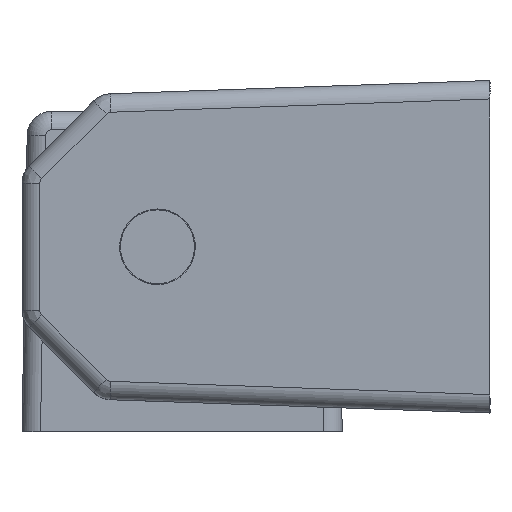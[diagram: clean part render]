
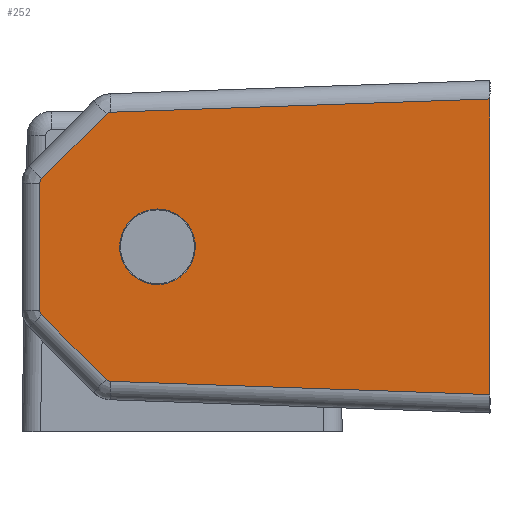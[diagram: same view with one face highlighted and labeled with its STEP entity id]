
A CAD part, front view. The second image highlights one B-rep face of the part: STEP entity #252.
In plain terms, the highlighted planar face has unit normal (-0.035, -0.999, 0).
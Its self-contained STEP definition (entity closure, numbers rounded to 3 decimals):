
#252 = ADVANCED_FACE ( 'NONE', ( #11889, #15415 ), #13003, .T. ) ;
#413 = EDGE_CURVE ( 'NONE', #14964, #7077, #16820, .T. ) ;
#818 = ORIENTED_EDGE ( 'NONE', *, *, #11523, .T. ) ;
#848 = CARTESIAN_POINT ( 'NONE',  ( -36.671, -92.777, 9.777 ) ) ;
#877 = CARTESIAN_POINT ( 'NONE',  ( -9.501, -93.725, 5.43 ) ) ;
#1063 = CARTESIAN_POINT ( 'NONE',  ( 0., -94.057, -3.07 ) ) ;
#1302 = DIRECTION ( 'NONE',  ( -0.707, 0.025, -0.707 ) ) ;
#1355 = CARTESIAN_POINT ( 'NONE',  ( -9.552, -93.724, 20. ) ) ;
#1459 = CARTESIAN_POINT ( 'NONE',  ( -3.944, -93.919, 10.92 ) ) ;
#1772 = CARTESIAN_POINT ( 'NONE',  ( -9.406, -93.729, -5.525 ) ) ;
#2077 = CARTESIAN_POINT ( 'NONE',  ( -9.406, -93.729, -5.525 ) ) ;
#2088 = EDGE_CURVE ( 'NONE', #10480, #16190, #11040, .T. ) ;
#2270 = CARTESIAN_POINT ( 'NONE',  ( 6.14, -94.272, 3.07 ) ) ;
#2436 = VECTOR ( 'NONE', #16314, 1000. ) ;
#2474 = CARTESIAN_POINT ( 'NONE',  ( -9.552, -93.724, -5.172 ) ) ;
#2532 = LINE ( 'NONE', #5077, #9167 ) ;
#2692 = CARTESIAN_POINT ( 'NONE',  ( -3.816, -93.924, -10.925 ) ) ;
#2733 = DIRECTION ( 'NONE',  ( 0.707, -0.025, -0.707 ) ) ;
#2798 = CARTESIAN_POINT ( 'NONE',  ( -4.062, -93.915, 10.869 ) ) ;
#2979 = EDGE_CURVE ( 'NONE', #15311, #16533, #5085, .T. ) ;
#3065 = VECTOR ( 'NONE', #8020, 1000. ) ;
#3404 = VERTEX_POINT ( 'NONE', #11991 ) ;
#3690 =( BOUNDED_CURVE ( )  B_SPLINE_CURVE ( 3, ( #15444, #2270, #6278, #15500 ),
 .UNSPECIFIED., .F., .F. ) 
 B_SPLINE_CURVE_WITH_KNOTS ( ( 4, 4 ),
 ( 1.571, 4.712 ),
 .UNSPECIFIED. ) 
 CURVE ( )  GEOMETRIC_REPRESENTATION_ITEM ( )  RATIONAL_B_SPLINE_CURVE ( ( 1., 0.333, 0.333, 1. ) ) 
 REPRESENTATION_ITEM ( '' )  );
#3728 = DIRECTION ( 'NONE',  ( 0., 0., -1. ) ) ;
#4326 = ORIENTED_EDGE ( 'NONE', *, *, #9437, .T. ) ;
#4445 = CARTESIAN_POINT ( 'NONE',  ( -4.152, -93.912, 10.779 ) ) ;
#4676 = CARTESIAN_POINT ( 'NONE',  ( 27., -95., 12.001 ) ) ;
#4753 = ORIENTED_EDGE ( 'NONE', *, *, #16618, .T. ) ;
#4839 = ORIENTED_EDGE ( 'NONE', *, *, #11971, .T. ) ;
#4903 = CARTESIAN_POINT ( 'NONE',  ( -9.552, -93.724, 5.172 ) ) ;
#5026 = EDGE_LOOP ( 'NONE', ( #4839, #4326, #7258, #16322, #11906, #6594, #4753, #6094, #10673, #8849 ) ) ;
#5077 = CARTESIAN_POINT ( 'NONE',  ( 27., -95., -13.5 ) ) ;
#5085 =( BOUNDED_CURVE ( )  B_SPLINE_CURVE ( 3, ( #1063, #13731, #8130, #7775 ),
 .UNSPECIFIED., .F., .T. ) 
 B_SPLINE_CURVE_WITH_KNOTS ( ( 4, 4 ),
 ( 4.712, 7.854 ),
 .UNSPECIFIED. ) 
 CURVE ( )  GEOMETRIC_REPRESENTATION_ITEM ( )  RATIONAL_B_SPLINE_CURVE ( ( 1., 0.333, 0.333, 1. ) ) 
 REPRESENTATION_ITEM ( '' )  );
#5164 = VERTEX_POINT ( 'NONE', #2474 ) ;
#5428 = CARTESIAN_POINT ( 'NONE',  ( -3.816, -93.924, 10.925 ) ) ;
#6094 = ORIENTED_EDGE ( 'NONE', *, *, #13183, .T. ) ;
#6145 =( BOUNDED_CURVE ( )  B_SPLINE_CURVE ( 3, ( #8841, #877, #12792, #4903 ),
 .UNSPECIFIED., .F., .F. ) 
 B_SPLINE_CURVE_WITH_KNOTS ( ( 4, 4 ),
 ( 5.498, 6.283 ),
 .UNSPECIFIED. ) 
 CURVE ( )  GEOMETRIC_REPRESENTATION_ITEM ( )  RATIONAL_B_SPLINE_CURVE ( ( 1., 0.949, 0.949, 1. ) ) 
 REPRESENTATION_ITEM ( '' )  );
#6278 = CARTESIAN_POINT ( 'NONE',  ( 6.14, -94.272, -3.07 ) ) ;
#6384 = DIRECTION ( 'NONE',  ( -0.035, -0.999, 0. ) ) ;
#6550 = CARTESIAN_POINT ( 'NONE',  ( -37.027, -92.764, 20. ) ) ;
#6594 = ORIENTED_EDGE ( 'NONE', *, *, #9200, .T. ) ;
#6631 = ORIENTED_EDGE ( 'NONE', *, *, #2979, .T. ) ;
#6818 = VERTEX_POINT ( 'NONE', #14477 ) ;
#7077 = VERTEX_POINT ( 'NONE', #15002 ) ;
#7258 = ORIENTED_EDGE ( 'NONE', *, *, #16707, .F. ) ;
#7312 =( BOUNDED_CURVE ( )  B_SPLINE_CURVE ( 3, ( #13201, #15810, #10626, #2692 ),
 .UNSPECIFIED., .F., .F. ) 
 B_SPLINE_CURVE_WITH_KNOTS ( ( 4, 4 ),
 ( 0.785, 1.536 ),
 .UNSPECIFIED. ) 
 CURVE ( )  GEOMETRIC_REPRESENTATION_ITEM ( )  RATIONAL_B_SPLINE_CURVE ( ( 1., 0.954, 0.954, 1. ) ) 
 REPRESENTATION_ITEM ( '' )  );
#7775 = CARTESIAN_POINT ( 'NONE',  ( 0., -94.057, 3.07 ) ) ;
#8020 = DIRECTION ( 'NONE',  ( 0., 0., -1. ) ) ;
#8130 = CARTESIAN_POINT ( 'NONE',  ( -6.14, -93.843, 3.07 ) ) ;
#8841 = CARTESIAN_POINT ( 'NONE',  ( -9.406, -93.729, 5.525 ) ) ;
#8849 = ORIENTED_EDGE ( 'NONE', *, *, #2088, .T. ) ;
#9167 = VECTOR ( 'NONE', #3728, 1000. ) ;
#9200 = EDGE_CURVE ( 'NONE', #16450, #9603, #9715, .T. ) ;
#9437 = EDGE_CURVE ( 'NONE', #6818, #15580, #12973, .T. ) ;
#9603 = VERTEX_POINT ( 'NONE', #13965 ) ;
#9660 = CARTESIAN_POINT ( 'NONE',  ( -9.552, -93.724, -5.306 ) ) ;
#9715 = LINE ( 'NONE', #11884, #12784 ) ;
#9717 = CARTESIAN_POINT ( 'NONE',  ( -9.501, -93.725, -5.43 ) ) ;
#10257 = VECTOR ( 'NONE', #14221, 1000. ) ;
#10479 = DIRECTION ( 'NONE',  ( 0.999, -0.035, 0. ) ) ;
#10480 = VERTEX_POINT ( 'NONE', #2077 ) ;
#10611 = VECTOR ( 'NONE', #2733, 1000. ) ;
#10626 = CARTESIAN_POINT ( 'NONE',  ( -3.944, -93.919, -10.92 ) ) ;
#10673 = ORIENTED_EDGE ( 'NONE', *, *, #10856, .T. ) ;
#10856 = EDGE_CURVE ( 'NONE', #5164, #10480, #14170, .T. ) ;
#11040 = LINE ( 'NONE', #12795, #10611 ) ;
#11523 = EDGE_CURVE ( 'NONE', #16533, #15311, #3690, .T. ) ;
#11884 = CARTESIAN_POINT ( 'NONE',  ( -15.992, -93.499, -1.061 ) ) ;
#11889 = FACE_OUTER_BOUND ( 'NONE', #5026, .T. ) ;
#11906 = ORIENTED_EDGE ( 'NONE', *, *, #16778, .T. ) ;
#11971 = EDGE_CURVE ( 'NONE', #16190, #6818, #7312, .T. ) ;
#11991 = CARTESIAN_POINT ( 'NONE',  ( -9.552, -93.724, 5.172 ) ) ;
#12037 = CARTESIAN_POINT ( 'NONE',  ( -4.152, -93.912, 10.779 ) ) ;
#12663 = CARTESIAN_POINT ( 'NONE',  ( 27., -95., -12.001 ) ) ;
#12784 = VECTOR ( 'NONE', #1302, 1000. ) ;
#12792 = CARTESIAN_POINT ( 'NONE',  ( -9.552, -93.724, 5.306 ) ) ;
#12795 = CARTESIAN_POINT ( 'NONE',  ( -35.98, -92.801, 21.049 ) ) ;
#12973 = LINE ( 'NONE', #15008, #2436 ) ;
#13003 = PLANE ( 'NONE',  #15960 ) ;
#13183 = EDGE_CURVE ( 'NONE', #3404, #5164, #13591, .T. ) ;
#13201 = CARTESIAN_POINT ( 'NONE',  ( -4.152, -93.912, -10.779 ) ) ;
#13591 = LINE ( 'NONE', #1355, #3065 ) ;
#13731 = CARTESIAN_POINT ( 'NONE',  ( -6.14, -93.843, -3.07 ) ) ;
#13965 = CARTESIAN_POINT ( 'NONE',  ( -9.406, -93.729, 5.525 ) ) ;
#14061 =( BOUNDED_CURVE ( )  B_SPLINE_CURVE ( 3, ( #5428, #1459, #2798, #12037 ),
 .UNSPECIFIED., .F., .F. ) 
 B_SPLINE_CURVE_WITH_KNOTS ( ( 4, 4 ),
 ( 4.747, 5.498 ),
 .UNSPECIFIED. ) 
 CURVE ( )  GEOMETRIC_REPRESENTATION_ITEM ( )  RATIONAL_B_SPLINE_CURVE ( ( 1., 0.954, 0.954, 1. ) ) 
 REPRESENTATION_ITEM ( '' )  );
#14170 =( BOUNDED_CURVE ( )  B_SPLINE_CURVE ( 3, ( #14954, #9660, #9717, #1772 ),
 .UNSPECIFIED., .F., .F. ) 
 B_SPLINE_CURVE_WITH_KNOTS ( ( 4, 4 ),
 ( 0., 0.785 ),
 .UNSPECIFIED. ) 
 CURVE ( )  GEOMETRIC_REPRESENTATION_ITEM ( )  RATIONAL_B_SPLINE_CURVE ( ( 1., 0.949, 0.949, 1. ) ) 
 REPRESENTATION_ITEM ( '' )  );
#14221 = DIRECTION ( 'NONE',  ( -0.999, 0.035, -0.035 ) ) ;
#14366 = CARTESIAN_POINT ( 'NONE',  ( -4.152, -93.912, -10.779 ) ) ;
#14474 = EDGE_LOOP ( 'NONE', ( #818, #6631 ) ) ;
#14477 = CARTESIAN_POINT ( 'NONE',  ( -3.816, -93.924, -10.925 ) ) ;
#14954 = CARTESIAN_POINT ( 'NONE',  ( -9.552, -93.724, -5.172 ) ) ;
#14964 = VERTEX_POINT ( 'NONE', #4676 ) ;
#15002 = CARTESIAN_POINT ( 'NONE',  ( -3.816, -93.924, 10.925 ) ) ;
#15008 = CARTESIAN_POINT ( 'NONE',  ( -38.064, -92.728, -9.729 ) ) ;
#15173 = CARTESIAN_POINT ( 'NONE',  ( 0., -94.057, 3.07 ) ) ;
#15311 = VERTEX_POINT ( 'NONE', #15943 ) ;
#15415 = FACE_BOUND ( 'NONE', #14474, .T. ) ;
#15444 = CARTESIAN_POINT ( 'NONE',  ( 0., -94.057, 3.07 ) ) ;
#15500 = CARTESIAN_POINT ( 'NONE',  ( 0., -94.057, -3.07 ) ) ;
#15580 = VERTEX_POINT ( 'NONE', #12663 ) ;
#15810 = CARTESIAN_POINT ( 'NONE',  ( -4.062, -93.915, -10.869 ) ) ;
#15943 = CARTESIAN_POINT ( 'NONE',  ( 0., -94.057, -3.07 ) ) ;
#15960 = AXIS2_PLACEMENT_3D ( 'NONE', #6550, #6384, #10479 ) ;
#16190 = VERTEX_POINT ( 'NONE', #14366 ) ;
#16314 = DIRECTION ( 'NONE',  ( 0.999, -0.035, -0.035 ) ) ;
#16322 = ORIENTED_EDGE ( 'NONE', *, *, #413, .T. ) ;
#16450 = VERTEX_POINT ( 'NONE', #4445 ) ;
#16533 = VERTEX_POINT ( 'NONE', #15173 ) ;
#16618 = EDGE_CURVE ( 'NONE', #9603, #3404, #6145, .T. ) ;
#16707 = EDGE_CURVE ( 'NONE', #14964, #15580, #2532, .T. ) ;
#16778 = EDGE_CURVE ( 'NONE', #7077, #16450, #14061, .T. ) ;
#16820 = LINE ( 'NONE', #848, #10257 ) ;
